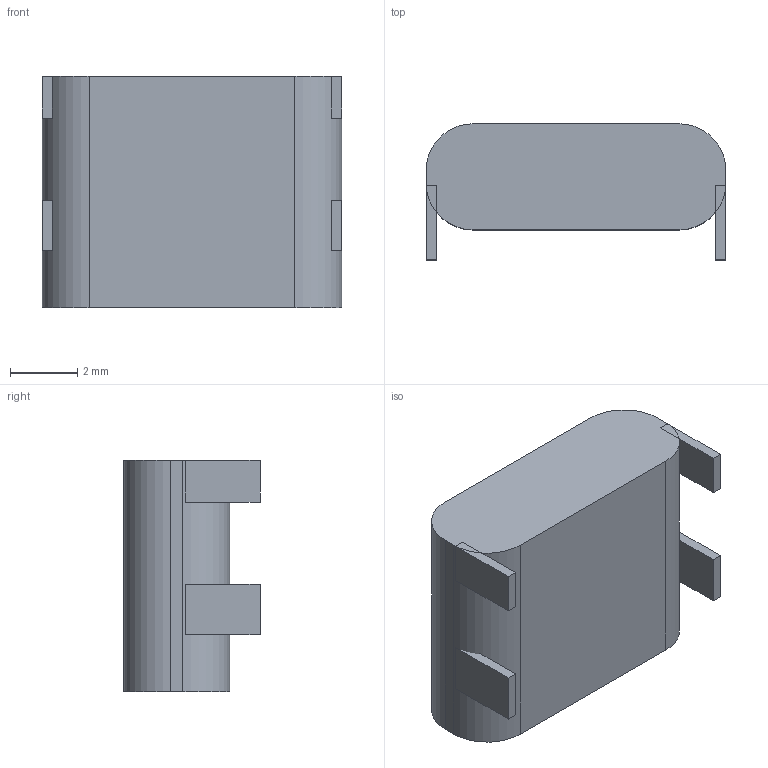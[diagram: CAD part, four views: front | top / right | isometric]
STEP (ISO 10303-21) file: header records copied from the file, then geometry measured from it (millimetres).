
FILE_DESCRIPTION(/* description */ (''),/* implementation_level */ '2;1');
FILE_NAME(/* name */ 'DX07S016JA1R1500 v4.step',/* time_stamp */ '2022-11-03T10:31:28+01:00',/* author */ (''),/* organization */ (''),/* preprocessor_version */ 'ST-DEVELOPER v19.2',/* originating_system */ 'Autodesk Translation Framework v11.17.0.187',/* authorisation */ '');
FILE_SCHEMA (('AUTOMOTIVE_DESIGN { 1 0 10303 214 3 1 1 }'));
Length unit declared in the file: millimetre
Products named in the file (1): DX07S016JA1R1500
Bounding box: 8.94 x 4.06 x 6.9 mm (x, y, z)
Volume: 52.9 mm3; surface area: 368.1 mm2
Topology: 5 solids, 5 shells, 43 faces, 96 edges, 64 vertices
Faces by surface type: plane 35, cylinder 8
Entity records: 1215 total; most frequent: CARTESIAN_POINT 204, DIRECTION 200, ORIENTED_EDGE 192, EDGE_CURVE 96, LINE 80, VECTOR 80, VERTEX_POINT 64, AXIS2_PLACEMENT_3D 60
